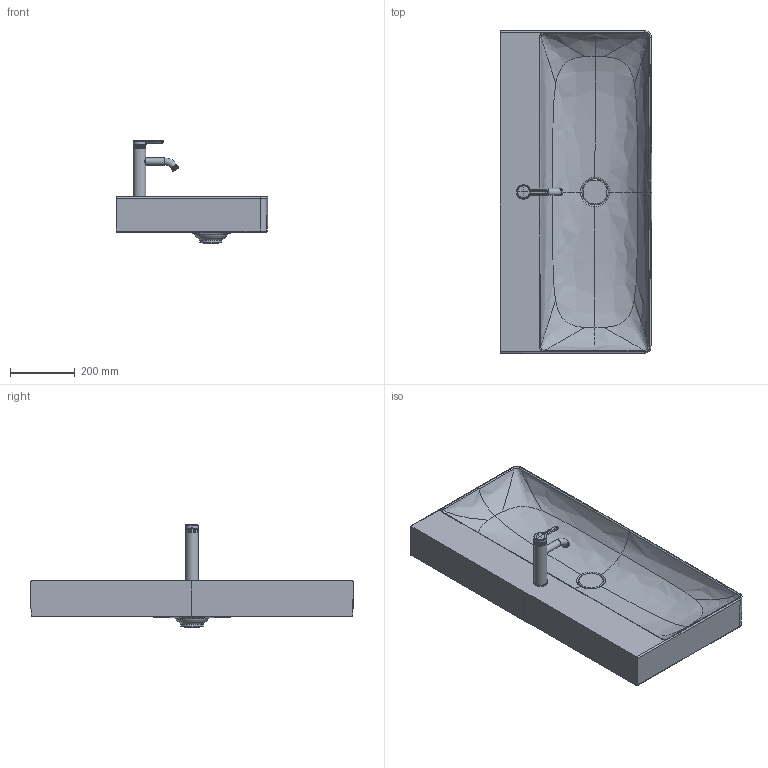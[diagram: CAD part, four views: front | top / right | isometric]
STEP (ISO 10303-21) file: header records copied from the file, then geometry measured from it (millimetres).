
FILE_DESCRIPTION((''),'2;1');
FILE_NAME('235310_1.stp','2017-06-25T20:12:42',('Administrator'),(''),'Autodesk Inventor 2011','Autodesk Inventor 2011','');
FILE_SCHEMA(('CONFIG_CONTROL_DESIGN'));
Length unit declared in the file: millimetre
Products named in the file (10): 235310_1; Armatur C1 WT; 509115_ASM; 615832; 615833; 636748; 615729; 615737; Kelch_Stopfen DuraSquare Bgr
Assembly tree (9 placements, depth 4):
  235310_1
    235310_1
    Armatur C1 WT
      509115_ASM
        615832
        615833
      636748
      615729
      615737
    Kelch_Stopfen DuraSquare Bgr
Bounding box: 470.4 x 1000.29 x 317.03 mm (x, y, z)
Volume: 14819869.2 mm3; surface area: 1596843.5 mm2
Topology: 8 solids, 11 shells, 406 faces, 953 edges, 579 vertices
Faces by surface type: bspline 170, plane 90, cylinder 88, torus 28, cone 18, sphere 12
Full cylindrical faces by diameter (mm): 6 x1, 12 x2, 14 x4, 16 x1, 16.5 x2, 17.3 x1, 17.55 x1, 18.5 x2, 18.75 x1, 22 x2, 27.189 x1, 30.452 x1, 34 x1, 34.5 x1, 35 x1, 35.4 x1, 35.5 x1, 36.185 x1, 36.9 x4, 37.3 x1, 37.6 x1, 40 x2, 42.482 x1, 42.5 x1, 45.115 x1, 46 x2, 68.44 x1, 80.006 x1, 81 x1
Entity records: 66278 total; most frequent: CARTESIAN_POINT 57623, ORIENTED_EDGE 1716, DIRECTION 1390, EDGE_CURVE 858, AXIS2_PLACEMENT_3D 603, VERTEX_POINT 559, EDGE_LOOP 511, STYLED_ITEM 414
